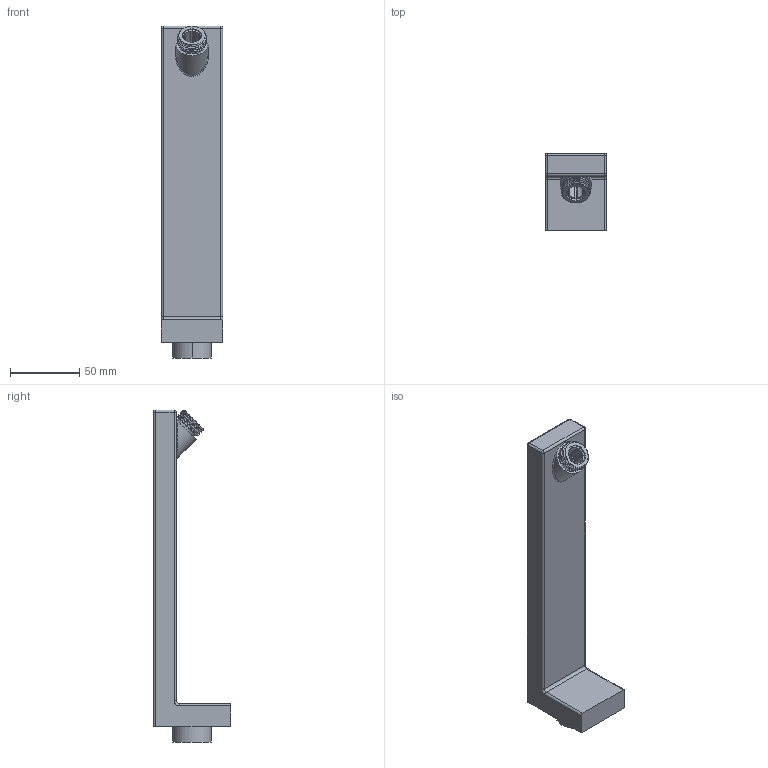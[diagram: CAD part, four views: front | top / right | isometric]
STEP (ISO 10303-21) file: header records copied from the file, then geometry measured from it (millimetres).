
FILE_DESCRIPTION((''),'2;1');
FILE_NAME('201-2','2021-08-27T09:49:43',('rsmith'),(''),'CREO PARAMETRIC BY PTC INC, 2018400','CREO PARAMETRIC BY PTC INC, 2018400','');
FILE_SCHEMA(('AUTOMOTIVE_DESIGN { 1 0 10303 214 1 1 1 1 }'));
Length unit declared in the file: inch
Products named in the file (1): 201-2
Bounding box: 44.45 x 55.88 x 239.73 mm (x, y, z)
Volume: 204168.6 mm3; surface area: 38187.4 mm2
Topology: 1 solids, 1 shells, 118 faces, 288 edges, 184 vertices
Faces by surface type: cylinder 48, plane 36, bspline 16, cone 12, sphere 4, torus 2
Entity records: 10631 total; most frequent: CARTESIAN_POINT 5639, ORIENTED_EDGE 576, DIRECTION 514, PRESENTATION_STYLE_ASSIGNMENT 407, STYLED_ITEM 289, CURVE_STYLE 288, EDGE_CURVE 288, FILL_AREA_STYLE_COLOUR 203
